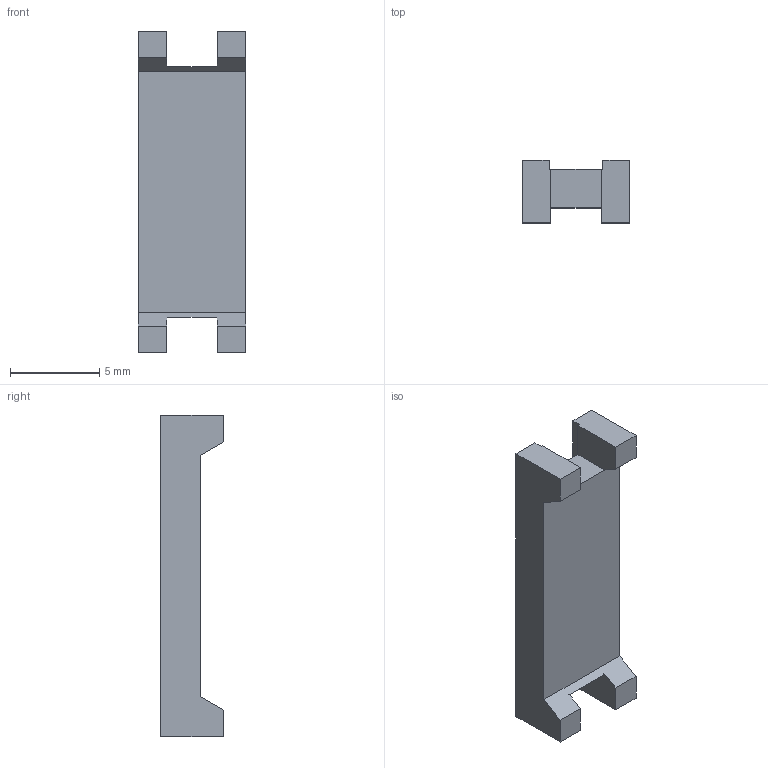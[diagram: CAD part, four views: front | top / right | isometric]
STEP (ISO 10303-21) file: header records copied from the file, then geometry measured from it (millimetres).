
FILE_DESCRIPTION(/* description */ (''),/* implementation_level */ '2;1');
FILE_NAME(/* name */ 'JTAG Conn 2x5 F.step',/* time_stamp */ '2019-04-09T15:23:19+06:00',/* author */ ('01shubham10'),/* organization */ (''),/* preprocessor_version */ 'ST-DEVELOPER v17.2',/* originating_system */ 'Autodesk Translation Framework v7.6.0.251',/* authorisation */ '');
FILE_SCHEMA (('AUTOMOTIVE_DESIGN { 1 0 10303 214 3 1 1 }'));
Length unit declared in the file: millimetre
Products named in the file (1): components
Bounding box: 6 x 3.5 x 18 mm (x, y, z)
Volume: 207.5 mm3; surface area: 364.1 mm2
Topology: 1 solids, 1 shells, 24 faces, 66 edges, 44 vertices
Faces by surface type: plane 24
Entity records: 783 total; most frequent: CARTESIAN_POINT 135, ORIENTED_EDGE 132, DIRECTION 116, LINE 66, VECTOR 66, EDGE_CURVE 66, VERTEX_POINT 44, AXIS2_PLACEMENT_3D 25
